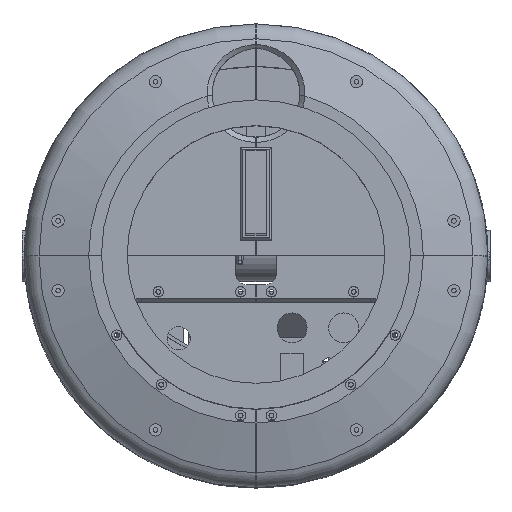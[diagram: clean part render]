
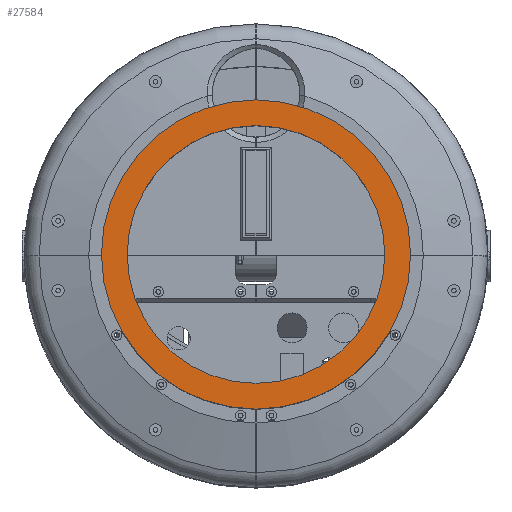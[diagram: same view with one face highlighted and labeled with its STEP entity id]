
A CAD part, top view. The second image highlights one B-rep face of the part: STEP entity #27584.
In plain terms, the highlighted planar face has unit normal (0, 0, 1).
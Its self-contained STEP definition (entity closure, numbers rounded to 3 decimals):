
#1979=FACE_BOUND('',#6447,.T.);
#2848=PLANE('',#30515);
#4406=FACE_OUTER_BOUND('',#6446,.T.);
#6446=EDGE_LOOP('',(#25749));
#6447=EDGE_LOOP('',(#25750));
#11547=CIRCLE('',#30510,125.);
#11549=CIRCLE('',#30513,150.);
#14109=VERTEX_POINT('',#51267);
#14111=VERTEX_POINT('',#51273);
#17996=EDGE_CURVE('',#14109,#14109,#11547,.T.);
#17999=EDGE_CURVE('',#14111,#14111,#11549,.T.);
#25749=ORIENTED_EDGE('',*,*,#17999,.T.);
#25750=ORIENTED_EDGE('',*,*,#17996,.T.);
#27584=ADVANCED_FACE('',(#4406,#1979),#2848,.T.);
#30510=AXIS2_PLACEMENT_3D('',#51268,#37978,#37979);
#30513=AXIS2_PLACEMENT_3D('',#51274,#37985,#37986);
#30515=AXIS2_PLACEMENT_3D('',#51278,#37990,#37991);
#37978=DIRECTION('center_axis',(0.,0.,-1.));
#37979=DIRECTION('ref_axis',(-1.,0.,0.));
#37985=DIRECTION('center_axis',(0.,0.,1.));
#37986=DIRECTION('ref_axis',(-1.,0.,0.));
#37990=DIRECTION('center_axis',(0.,0.,1.));
#37991=DIRECTION('ref_axis',(-1.,0.,0.));
#51267=CARTESIAN_POINT('',(125.,0.,895.));
#51268=CARTESIAN_POINT('Origin',(0.,0.,895.));
#51273=CARTESIAN_POINT('',(150.,0.,895.));
#51274=CARTESIAN_POINT('Origin',(0.,0.,895.));
#51278=CARTESIAN_POINT('Origin',(0.,0.,895.));
